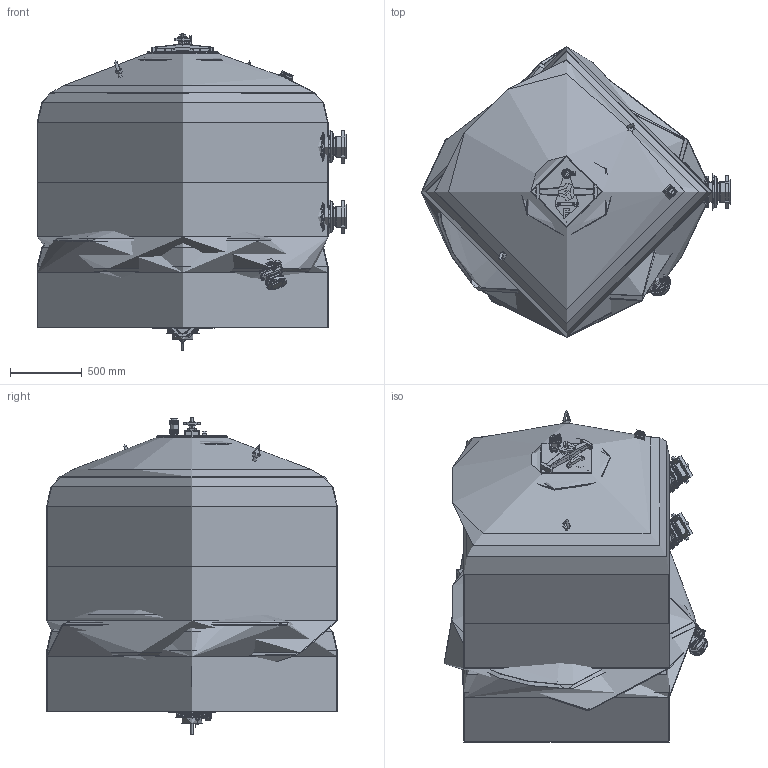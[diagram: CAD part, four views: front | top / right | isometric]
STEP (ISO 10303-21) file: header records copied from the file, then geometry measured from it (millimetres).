
FILE_DESCRIPTION( ( '' ), '1' );
FILE_NAME( '170705 HCFF791252WVA (VFSCN220012H).stp', '2017-07-18T07:23:30', ( 'Fiberpool Internacional' ), ( 'Fiberpool Internacional' ), 'PSStep 14.0', 'SolidEdgeST3', ' ' );
FILE_SCHEMA( ( 'AUTOMOTIVE_DESIGN { 1 0 10303 214 1 1 1 1 }' ) );
Length unit declared in the file: millimetre
Products named in the file (64): TAPON NETVITC Ø 90 C-B (CON TORNILLERIA INOX 316); Sortida Descarga arena Ø90 2010-oa6; Volante Filtro-oa4; Válvula de bola 32-1pols; Manòmetre filtro industrial 2011 -oa8; Base tapa ovalada filtro 2,5 BARS; Sortida tornillos d-125 1800-2000-oa13; Brida Netvitc System Ø90; filtre 2000 FB HAYW 170705-oa11; Brida tornillos d-90; Manòmetre  ; Sortida tornillos d-125 1800-2000-oa15; Tapa oval filtro industrial completa 2,5 BARS-oa5; Assem1; Junta Netvitc System Ø90 EPDM con anillo acero A-4; Desaigua filtre industrial 1pols-oa7; ½ Brida Netvitc System Ø90; Screw_DIN_912_M8x40_v8.00; Nut_DIN_934_M8_v8.00; Junta Netvitc System Ø90 EPDM; Anillo Acero A-4 Netvitc System Ø90; Volante filtro-oa3; INSERTO PARA VOLANTE M-14 FIBERPOOL; Tapon Netvitc System Ø90; Portabrida Netvitc System Ø90 PVC; Varilla Roscada M-14x165mm Inox 304; TUERCA INFERIOR SUJ_JUNTA TAP_OV; JUNTA TOR.22,00x4,00 NBR-70; TUERCA SUPERIOR SUJ_JUNTA TAP_OV; Base tapa ovalada filtro 2,5 BAR Act-oa2; cos válvula 32-1pols; manguito valvula bola 32-1pols; femella valvula 32-1pols; maneta válvula 32-1pols; cos manòmetre filtre industrial; fons manòmetre; agulla manòmetre; vidre manòmetre; CUERPO BRIDA DE TORNILLOS D-90 Rev140124; Tornillo M-10x55 Zinc. DIN 933 ...
Bounding box: 2160 x 2030 x 2215.5 mm (x, y, z)
Volume: 373413875 mm3; surface area: 107172595.8 mm2
Topology: 365 solids, 365 shells, 8847 faces, 21797 edges, 14175 vertices
Faces by surface type: plane 5051, cylinder 2511, cone 536, bspline 383, torus 308, sphere 42, offset 10, extrusion 6
Full cylindrical faces by diameter (mm): 4 x48, 6 x45, 6.466 x11, 6.647 x11, 8 x30, 8.376 x19, 10 x123, 10.106 x10, 10.5 x19, 11.75 x3, 11.835 x10, 12 x69, 13 x19, 14 x27, 14.5 x5, 15.5 x4, 16 x5, 18 x20, 18.5 x40, 19.6 x5, 20 x19, 21 x8, 21.403 x15, 22 x5, 23.5 x8, 24 x10, 25 x15, 26 x16, 27 x3, 29 x5
Entity records: 95663 total; most frequent: CARTESIAN_POINT 53111, DIRECTION 6385, ORIENTED_EDGE 6010, EDGE_CURVE 3005, AXIS2_PLACEMENT_3D 2466, VERTEX_POINT 2112, EDGE_LOOP 1901, FACE_OUTER_BOUND 1606
